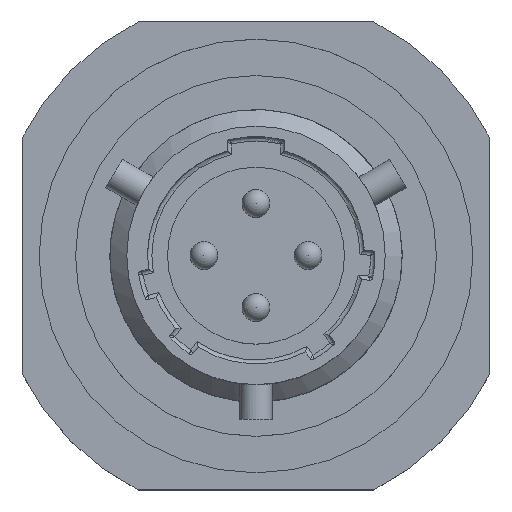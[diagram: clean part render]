
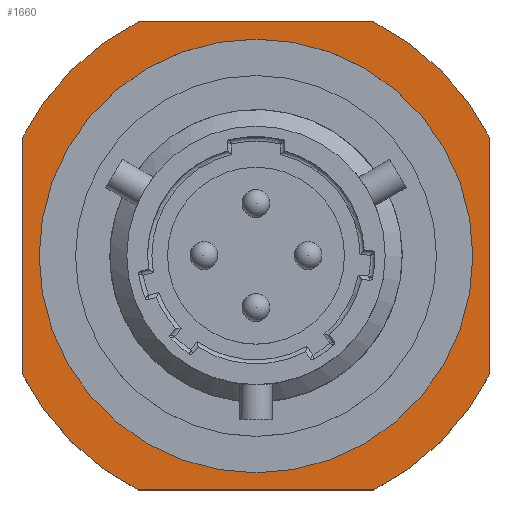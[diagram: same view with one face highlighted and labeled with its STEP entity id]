
A CAD part, top view. The second image highlights one B-rep face of the part: STEP entity #1660.
In plain terms, the highlighted planar face has unit normal (0, 0, 1).
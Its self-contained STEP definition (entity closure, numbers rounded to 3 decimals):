
#36=LINE($,#2675,#116);
#40=LINE($,#2684,#120);
#44=LINE($,#2693,#124);
#111=LINE($,#4407,#191);
#116=VECTOR($,#2058,13.589);
#120=VECTOR($,#2064,13.589);
#124=VECTOR($,#2070,13.589);
#191=VECTOR($,#2363,13.589);
#296=PLANE($,#1880);
#327=FACE_BOUND($,#590,.T.);
#441=FACE_OUTER_BOUND($,#589,.T.);
#589=EDGE_LOOP($,(#1458,#1459,#1460,#1461,#1462,#1463,#1464,#1465));
#590=EDGE_LOOP($,(#1466));
#628=CIRCLE($,#1758,12.5);
#684=CIRCLE($,#1881,15.1);
#685=CIRCLE($,#1882,15.1);
#686=CIRCLE($,#1883,15.1);
#687=CIRCLE($,#1884,15.1);
#723=VERTEX_POINT($,#2487);
#737=VERTEX_POINT($,#2671);
#739=VERTEX_POINT($,#2674);
#741=VERTEX_POINT($,#2680);
#743=VERTEX_POINT($,#2683);
#745=VERTEX_POINT($,#2689);
#747=VERTEX_POINT($,#2692);
#837=VERTEX_POINT($,#4401);
#838=VERTEX_POINT($,#4405);
#872=EDGE_CURVE($,#723,#723,#628,.T.);
#887=EDGE_CURVE($,#737,#739,#36,.T.);
#891=EDGE_CURVE($,#741,#743,#40,.T.);
#895=EDGE_CURVE($,#745,#747,#44,.T.);
#1047=EDGE_CURVE($,#837,#739,#684,.T.);
#1048=EDGE_CURVE($,#737,#743,#685,.T.);
#1049=EDGE_CURVE($,#747,#741,#686,.T.);
#1050=EDGE_CURVE($,#838,#745,#687,.T.);
#1051=EDGE_CURVE($,#837,#838,#111,.T.);
#1458=ORIENTED_EDGE($,*,*,#1047,.T.);
#1459=ORIENTED_EDGE($,*,*,#887,.F.);
#1460=ORIENTED_EDGE($,*,*,#1048,.T.);
#1461=ORIENTED_EDGE($,*,*,#891,.F.);
#1462=ORIENTED_EDGE($,*,*,#1049,.F.);
#1463=ORIENTED_EDGE($,*,*,#895,.F.);
#1464=ORIENTED_EDGE($,*,*,#1050,.F.);
#1465=ORIENTED_EDGE($,*,*,#1051,.F.);
#1466=ORIENTED_EDGE($,*,*,#872,.F.);
#1660=ADVANCED_FACE($,(#441,#327),#296,.F.);
#1758=AXIS2_PLACEMENT_3D($,#2488,#2033,#2034);
#1880=AXIS2_PLACEMENT_3D($,#4400,#2353,#2354);
#1881=AXIS2_PLACEMENT_3D($,#4402,#2355,#2356);
#1882=AXIS2_PLACEMENT_3D($,#4403,#2357,#2358);
#1883=AXIS2_PLACEMENT_3D($,#4404,#2359,#2360);
#1884=AXIS2_PLACEMENT_3D($,#4406,#2361,#2362);
#2033=DIRECTION('center_axis',(0.,0.,1.));
#2034=DIRECTION('ref_axis',(0.,1.,0.));
#2058=DIRECTION($,(0.,1.,0.));
#2064=DIRECTION($,(-1.,0.,0.));
#2070=DIRECTION($,(0.,-1.,0.));
#2353=DIRECTION('center_axis',(0.,0.,-1.));
#2354=DIRECTION('ref_axis',(-1.,0.,0.));
#2355=DIRECTION('center_axis',(0.,0.,1.));
#2356=DIRECTION('ref_axis',(-0.45,0.893,0.));
#2357=DIRECTION('center_axis',(0.,0.,1.));
#2358=DIRECTION('ref_axis',(-0.893,-0.45,0.));
#2359=DIRECTION('center_axis',(0.,0.,-1.));
#2360=DIRECTION('ref_axis',(0.893,-0.45,0.));
#2361=DIRECTION('center_axis',(0.,0.,-1.));
#2362=DIRECTION('ref_axis',(0.45,0.893,0.));
#2363=DIRECTION($,(1.,0.,0.));
#2487=CARTESIAN_POINT('',(0.,12.5,13.42));
#2488=CARTESIAN_POINT('Origin',(0.,0.,
13.42));
#2671=CARTESIAN_POINT('',(-13.485,-6.794,13.42));
#2674=CARTESIAN_POINT('',(-13.485,6.794,13.42));
#2675=CARTESIAN_POINT($,(-13.485,-6.794,13.42));
#2680=CARTESIAN_POINT('',(6.794,-13.485,13.42));
#2683=CARTESIAN_POINT('',(-6.794,-13.485,13.42));
#2684=CARTESIAN_POINT($,(6.794,-13.485,13.42));
#2689=CARTESIAN_POINT('',(13.485,6.794,13.42));
#2692=CARTESIAN_POINT('',(13.485,-6.794,13.42));
#2693=CARTESIAN_POINT($,(13.485,6.794,13.42));
#4400=CARTESIAN_POINT('Origin',(14.834,14.834,13.42));
#4401=CARTESIAN_POINT('',(-6.794,13.485,13.42));
#4402=CARTESIAN_POINT('Origin',(0.,0.,
13.42));
#4403=CARTESIAN_POINT('Origin',(0.,0.,
13.42));
#4404=CARTESIAN_POINT('Origin',(0.,0.,
13.42));
#4405=CARTESIAN_POINT('',(6.794,13.485,13.42));
#4406=CARTESIAN_POINT('Origin',(0.,0.,
13.42));
#4407=CARTESIAN_POINT($,(-6.794,13.485,13.42));
